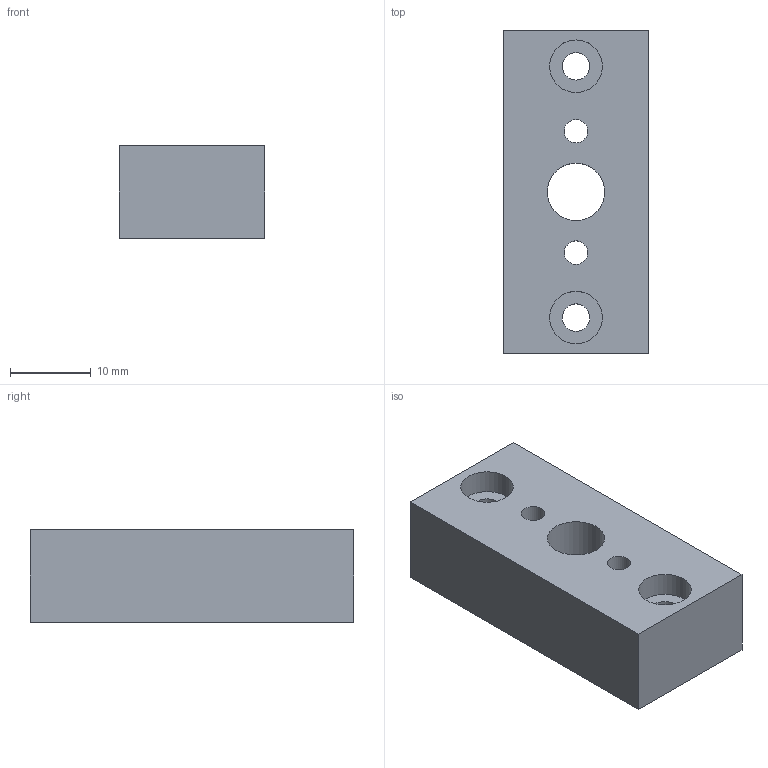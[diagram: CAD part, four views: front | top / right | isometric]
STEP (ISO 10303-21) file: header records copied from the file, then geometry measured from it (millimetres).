
FILE_DESCRIPTION(/* description */ ('STEP AP242','CAx-IF Rec.Pracs.---Representation and Presentation of Product Manufacturing Information (PMI)---4.0---2014-10-13','CAx-IF Rec.Pracs.---3D Tessellated Geometry---0.4---2014-09-14','2;1'),/* implementation_level */ '2;1');
FILE_NAME(/* name */ '66e70b69b7f29076a984cbab',/* time_stamp */ '2024-09-15T16:29:29Z',/* author */ (''),/* organization */ (''),/* preprocessor_version */ 'ST-DEVELOPER v20',/* originating_system */ ' ',/* authorisation */ ' ');
FILE_SCHEMA (('AP242_MANAGED_MODEL_BASED_3D_ENGINEERING_MIM_LF { 1 0 10303 442 1 1 4 }'));
Length unit declared in the file: metre
Products named in the file (1): Motor Spacer
Bounding box: 18 x 40 x 11.4 mm (x, y, z)
Volume: 6413.9 mm3; surface area: 3504.5 mm2
Topology: 1 solids, 1 shells, 22 faces, 54 edges, 37 vertices
Faces by surface type: cylinder 11, plane 11
Full cylindrical faces by diameter (mm): 2.9 x2, 3.4 x2, 5.5 x2, 6.5 x2, 7.1 x1
Entity records: 618 total; most frequent: DIRECTION 110, CARTESIAN_POINT 95, ORIENTED_EDGE 80, AXIS2_PLACEMENT_3D 47, EDGE_LOOP 44, FACE_BOUND 44, EDGE_CURVE 40, VERTEX_POINT 32
